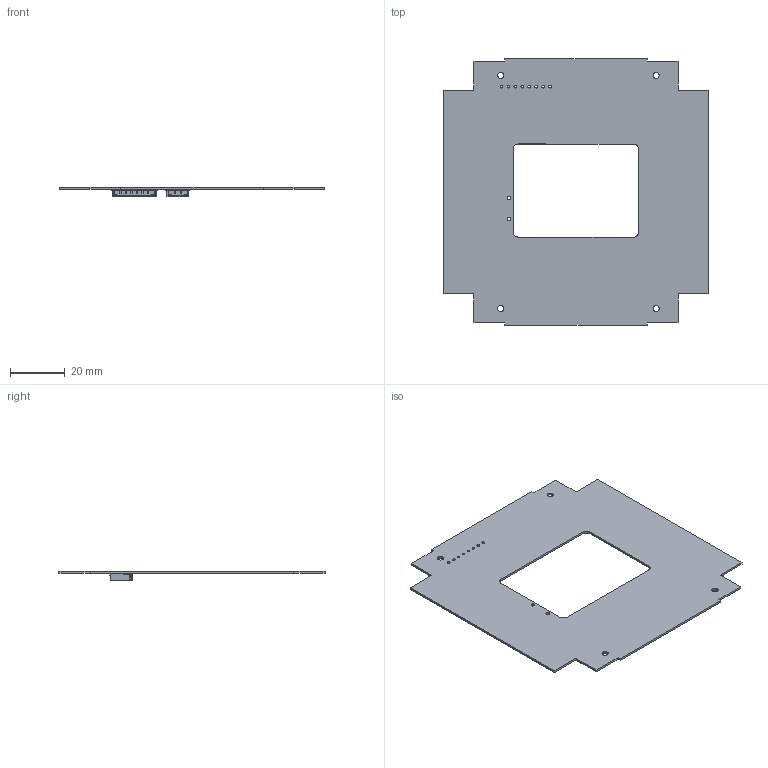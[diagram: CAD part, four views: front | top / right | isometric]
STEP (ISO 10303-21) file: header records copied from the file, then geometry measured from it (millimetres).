
FILE_DESCRIPTION(('KiCad electronic assembly'),'2;1');
FILE_NAME('Coil_Panels_Z.step','2023-11-05T19:17:04',('Pcbnew'),('Kicad' ),'Open CASCADE STEP processor 7.6','KiCad to STEP converter', 'Unknown');
FILE_SCHEMA(('AUTOMOTIVE_DESIGN { 1 0 10303 214 1 1 1 1 }'));
Length unit declared in the file: millimetre
Products named in the file (6): Coil_Panels_Z 1; 2053380006; COMPOUND; 2053380002; SOLID; Coil_Panels_Z PCB
Assembly tree (5 placements, depth 3):
  Coil_Panels_Z 1
    2053380006
      COMPOUND
    2053380002
      SOLID
    Coil_Panels_Z PCB
Bounding box: 96.97 x 97.33 x 3.43 mm (x, y, z)
Volume: 5909.8 mm3; surface area: 15980.5 mm2
Topology: 3 solids, 3 shells, 608 faces, 1790 edges, 1166 vertices
Faces by surface type: plane 507, cylinder 89, sphere 12
Full cylindrical faces by diameter (mm): 1 x8, 1.3 x2, 2.2 x4
Entity records: 44140 total; most frequent: CARTESIAN_POINT 8140, DIRECTION 6685, LINE 5022, VECTOR 5022, ORIENTED_EDGE 3580, PCURVE 3580, DEFINITIONAL_REPRESENTATION 3580, EDGE_CURVE 1790
